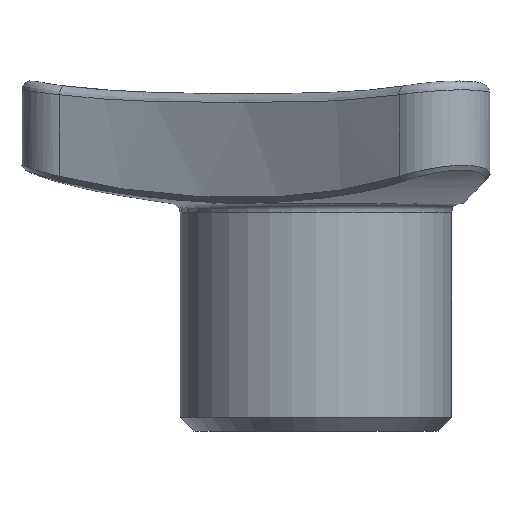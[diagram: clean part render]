
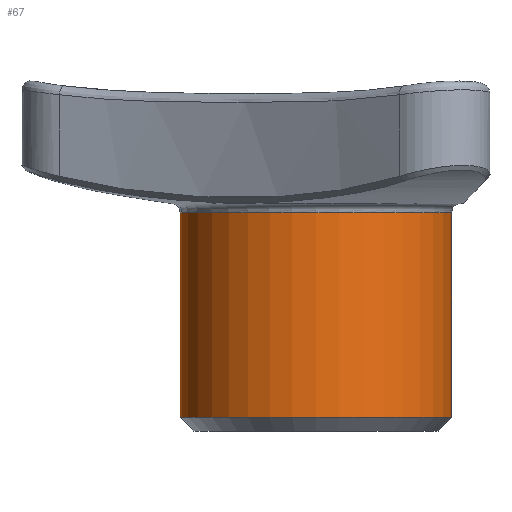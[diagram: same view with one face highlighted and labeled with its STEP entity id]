
A CAD part, left-side view. The second image highlights one B-rep face of the part: STEP entity #67.
In plain terms, the highlighted cylindrical face has radius 15 mm (diameter 30 mm), a full revolution.
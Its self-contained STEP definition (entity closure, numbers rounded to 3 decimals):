
#67 = ADVANCED_FACE( '', ( #154, #155 ), #156, .T. );
#154 = FACE_OUTER_BOUND( '', #305, .T. );
#155 = FACE_OUTER_BOUND( '', #306, .T. );
#156 = CYLINDRICAL_SURFACE( '', #307, 15. );
#305 = EDGE_LOOP( '', ( #1954 ) );
#306 = EDGE_LOOP( '', ( #1955 ) );
#307 = AXIS2_PLACEMENT_3D( '', #1956, #1957, #1958 );
#1954 = ORIENTED_EDGE( '', *, *, #2137, .T. );
#1955 = ORIENTED_EDGE( '', *, *, #2138, .T. );
#1956 = CARTESIAN_POINT( '', ( 0., 0., 33.564 ) );
#1957 = DIRECTION( '', ( 0., 0., -1. ) );
#1958 = DIRECTION( '', ( 1., 0., 0. ) );
#2137 = EDGE_CURVE( '', #2241, #2241, #2242, .T. );
#2138 = EDGE_CURVE( '', #2243, #2243, #2244, .F. );
#2241 = VERTEX_POINT( '', #2716 );
#2242 = CIRCLE( '', #2717, 15. );
#2243 = VERTEX_POINT( '', #2718 );
#2244 = CIRCLE( '', #2719, 15. );
#2716 = CARTESIAN_POINT( '', ( 15., 0., 1.5 ) );
#2717 = AXIS2_PLACEMENT_3D( '', #3579, #3580, #3581 );
#2718 = CARTESIAN_POINT( '', ( 15., 0., 24.137 ) );
#2719 = AXIS2_PLACEMENT_3D( '', #3582, #3583, #3584 );
#3579 = CARTESIAN_POINT( '', ( 0., 0., 1.5 ) );
#3580 = DIRECTION( '', ( 0., 0., 1. ) );
#3581 = DIRECTION( '', ( 1., 0., 0. ) );
#3582 = CARTESIAN_POINT( '', ( 0., 0., 24.137 ) );
#3583 = DIRECTION( '', ( 0., 0., 1. ) );
#3584 = DIRECTION( '', ( 1., 0., 0. ) );
